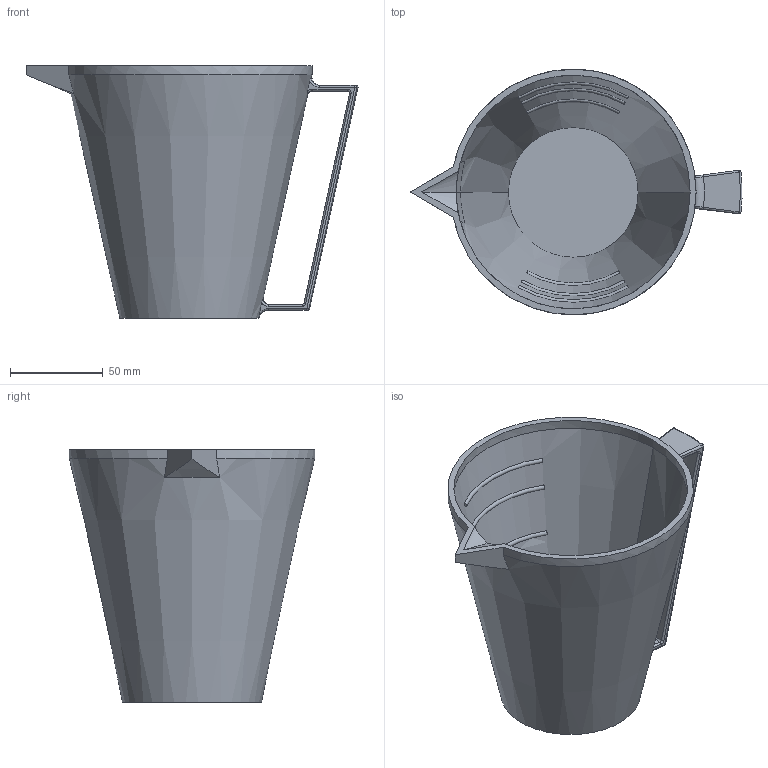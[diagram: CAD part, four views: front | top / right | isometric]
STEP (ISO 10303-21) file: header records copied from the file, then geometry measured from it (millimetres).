
FILE_DESCRIPTION(('FreeCAD Model'),'2;1');
FILE_NAME('measuring_cup.step', '2020-06-01T16:18:41',('Felix Morgner'),(''), 'Open CASCADE STEP processor 7.4','FreeCAD','Unknown');
FILE_SCHEMA(('AUTOMOTIVE_DESIGN { 1 0 10303 214 1 1 1 1 }'));
Length unit declared in the file: millimetre
Products named in the file (2): Measuring_Cup; Cup
Assembly tree (1 placements, depth 2):
  Measuring_Cup
    Cup
Bounding box: 178.98 x 132.38 x 136.2 mm (x, y, z)
Volume: 165402.4 mm3; surface area: 106036.6 mm2
Topology: 1 solids, 1 shells, 78 faces, 196 edges, 120 vertices
Faces by surface type: plane 24, bspline 22, torus 14, cylinder 10, cone 8
Full cylindrical faces by diameter (mm): 126 x1
Entity records: 7123 total; most frequent: CARTESIAN_POINT 3534, DIRECTION 603, ORIENTED_EDGE 382, PCURVE 382, DEFINITIONAL_REPRESENTATION 382, LINE 300, VECTOR 300, EDGE_CURVE 191
